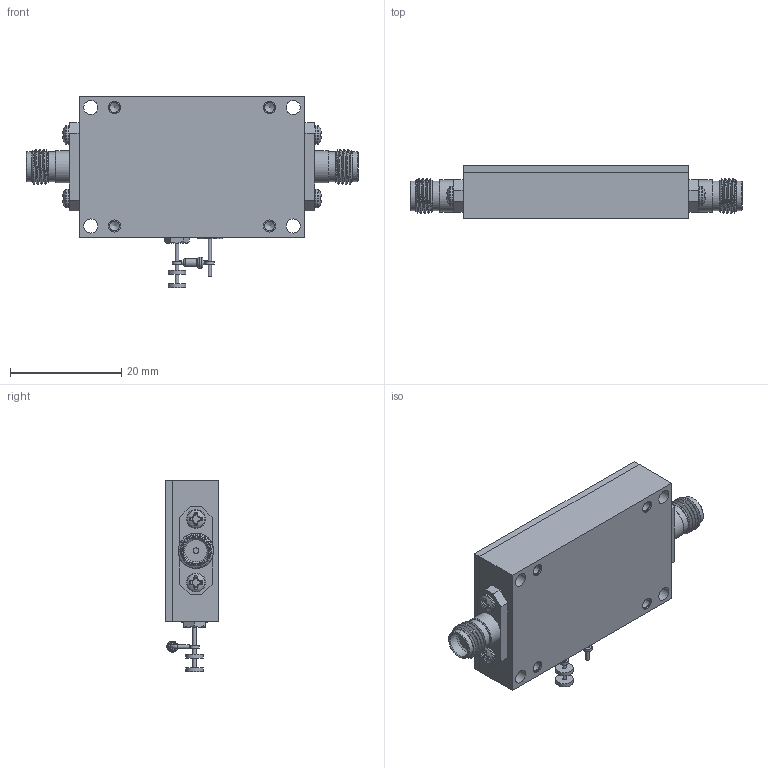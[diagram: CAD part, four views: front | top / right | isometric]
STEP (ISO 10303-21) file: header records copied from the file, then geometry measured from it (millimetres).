
FILE_DESCRIPTION (( 'STEP AP203' ), '1' );
FILE_NAME ('SLNA-180-30-32-SMA_3D.step', '2020-11-02T21:52:56', ( '' ), ( '' ), 'SwSTEP 2.0', 'SolidWorks 2018', '' );
FILE_SCHEMA (( 'CONFIG_CONTROL_DESIGN' ));
Products named in the file (1): SLNA-180-30-32-SMA_3D
Bounding box: 59.79 x 9.63 x 34.49 mm (x, y, z)
Volume: 10358.2 mm3; surface area: 4681.5 mm2
Topology: 1 solids, 9 shells, 1196 faces, 3110 edges, 2055 vertices
Faces by surface type: plane 656, bspline 341, cylinder 143, cone 38, torus 14, sphere 4
Full cylindrical faces by diameter (mm): 0.631 x5, 0.762 x4, 1.016 x4, 1.27 x2, 1.372 x1, 1.778 x4, 1.854 x4, 1.956 x1, 2.184 x4, 2.54 x4, 3.155 x2, 3.393 x4, 4.521 x2, 4.572 x1, 5.08 x2, 5.334 x4, 5.842 x2
Entity records: 58262 total; most frequent: CARTESIAN_POINT 31941, ORIENTED_EDGE 6010, DIRECTION 4113, EDGE_CURVE 3005, VERTEX_POINT 2034, LINE 1821, VECTOR 1821, EDGE_LOOP 1417
